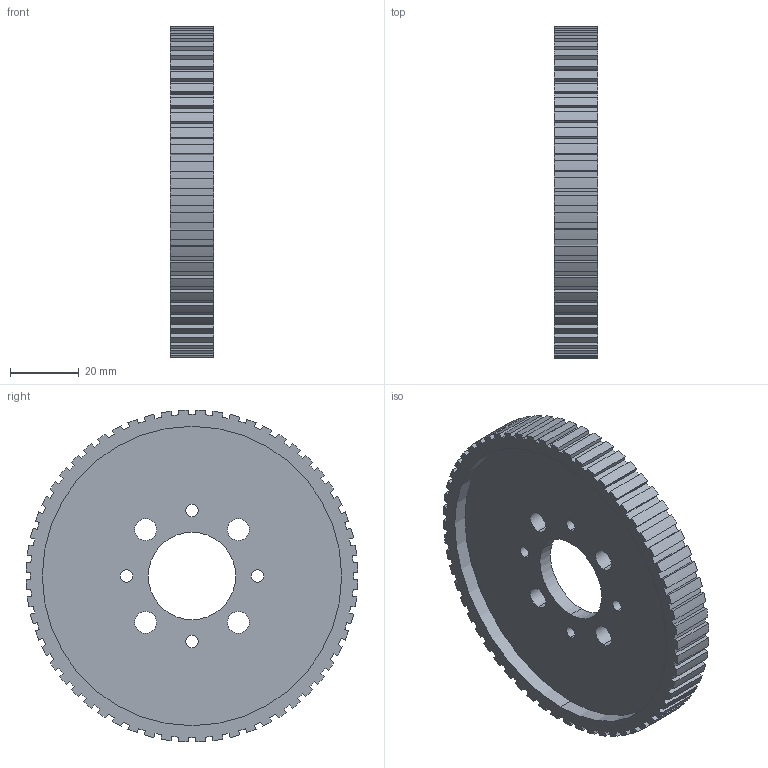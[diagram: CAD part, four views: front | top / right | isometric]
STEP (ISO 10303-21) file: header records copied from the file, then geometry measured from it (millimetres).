
FILE_DESCRIPTION (( 'STEP AP203' ), '1' );
FILE_NAME ('Pulley 60T.STEP', '2019-10-20T06:41:08', ( '' ), ( '' ), 'SwSTEP 2.0', 'SolidWorks 2019', '' );
FILE_SCHEMA (( 'CONFIG_CONTROL_DESIGN' ));
Length unit declared in the file: inch
Products named in the file (1): Pulley 60T
Bounding box: 12.7 x 96.5 x 96.5 mm (x, y, z)
Volume: 38184 mm3; surface area: 21887.9 mm2
Topology: 1 solids, 1 shells, 267 faces, 789 edges, 526 vertices
Faces by surface type: cylinder 143, plane 124
Entity records: 9124 total; most frequent: DIRECTION 1611, CARTESIAN_POINT 1583, ORIENTED_EDGE 1578, EDGE_CURVE 789, AXIS2_PLACEMENT_3D 554, VERTEX_POINT 526, VECTOR 503, LINE 503
